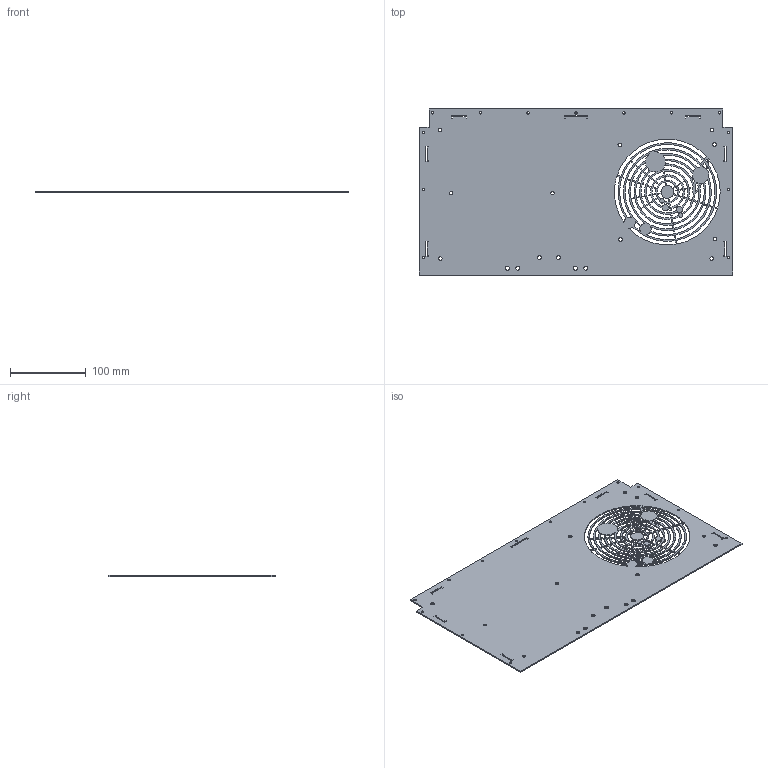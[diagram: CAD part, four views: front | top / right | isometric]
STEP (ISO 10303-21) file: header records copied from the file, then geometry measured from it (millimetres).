
FILE_DESCRIPTION(/* description */ (''),/* implementation_level */ '2;1');
FILE_NAME(/* name */ 'Major Bottom V2.1b Flat Pattern.step',/* time_stamp */ '2019-05-13T16:04:53-06:00',/* author */ ('johnNSNC2'),/* organization */ (''),/* preprocessor_version */ 'ST-DEVELOPER v18',/* originating_system */ 'Autodesk Translation Framework v8.2.0.1029',/* authorisation */ '');
FILE_SCHEMA (('AUTOMOTIVE_DESIGN { 1 0 10303 214 3 1 1 }'));
Length unit declared in the file: millimetre
Products named in the file (1): Major Bottom V2.1 Flat Pattern
Bounding box: 414.44 x 219.72 x 1.6 mm (x, y, z)
Volume: 128626.5 mm3; surface area: 171569.4 mm2
Topology: 1 solids, 1 shells, 436 faces, 1302 edges, 868 vertices
Faces by surface type: bspline 231, plane 172, cylinder 33
Full cylindrical faces by diameter (mm): 3.2 x13, 4.5 x6, 4.85 x4, 5.2 x6
Entity records: 17315 total; most frequent: CARTESIAN_POINT 6694, ORIENTED_EDGE 2604, DIRECTION 1366, EDGE_CURVE 1302, VERTEX_POINT 868, LINE 774, VECTOR 774, EDGE_LOOP 606
